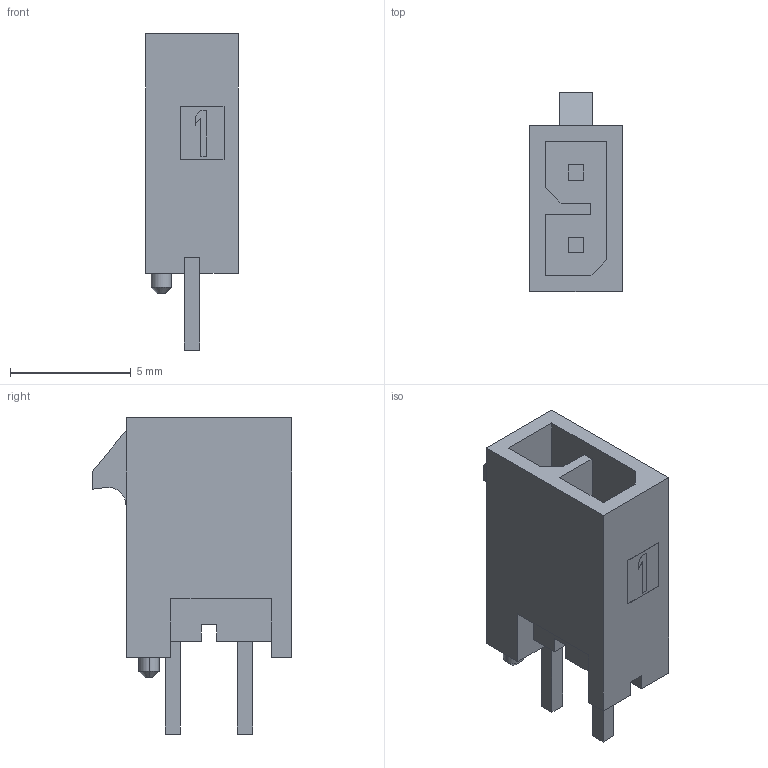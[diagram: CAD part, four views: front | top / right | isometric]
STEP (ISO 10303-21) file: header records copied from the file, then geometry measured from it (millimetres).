
FILE_DESCRIPTION((''),'2;1');
FILE_NAME('2068320202','2020-12-15T',('gga'),(''),'PRO/ENGINEER BY PARAMETRIC TECHNOLOGY CORPORATION, 2016010','PRO/ENGINEER BY PARAMETRIC TECHNOLOGY CORPORATION, 2016010','');
FILE_SCHEMA(('CONFIG_CONTROL_DESIGN'));
Length unit declared in the file: millimetre
Products named in the file (1): 2068320202
Bounding box: 3.85 x 8.26 x 13.09 mm (x, y, z)
Volume: 182.6 mm3; surface area: 401.1 mm2
Topology: 1 solids, 1 shells, 81 faces, 216 edges, 146 vertices
Faces by surface type: plane 76, cylinder 3, cone 2
Entity records: 2526 total; most frequent: CARTESIAN_POINT 438, ORIENTED_EDGE 420, DIRECTION 396, EDGE_CURVE 210, VECTOR 200, LINE 200, VERTEX_POINT 140, AXIS2_PLACEMENT_3D 98
